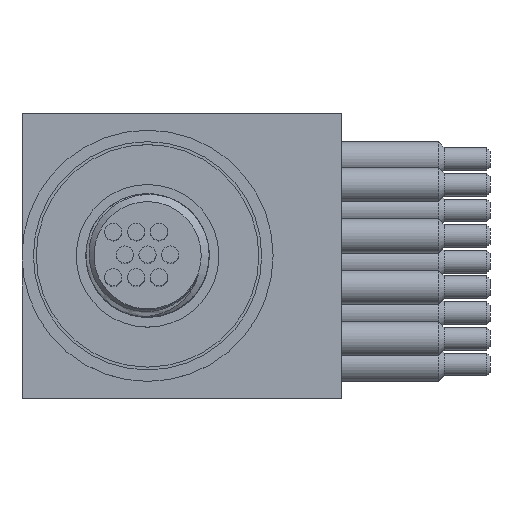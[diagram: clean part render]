
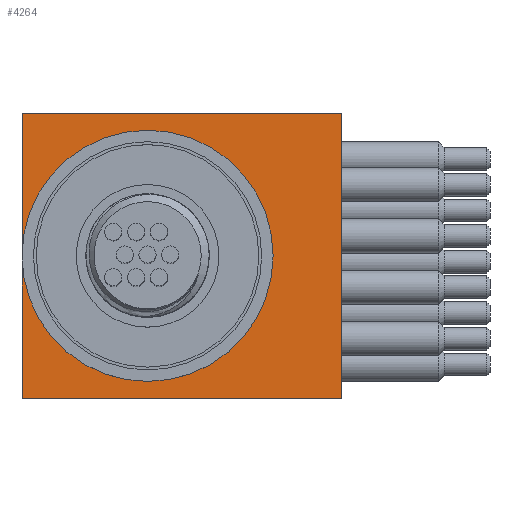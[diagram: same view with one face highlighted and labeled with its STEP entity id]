
A CAD part, top view. The second image highlights one B-rep face of the part: STEP entity #4264.
In plain terms, the highlighted planar face has unit normal (0, 0, 1).
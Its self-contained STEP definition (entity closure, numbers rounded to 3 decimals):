
#287=LINE($,#11077,#575);
#291=LINE($,#11113,#579);
#292=LINE($,#11114,#580);
#293=LINE($,#11116,#581);
#294=LINE($,#11117,#582);
#575=VECTOR($,#5190,25.);
#579=VECTOR($,#5234,28.);
#580=VECTOR($,#5235,12.5);
#581=VECTOR($,#5236,12.5);
#582=VECTOR($,#5237,28.);
#683=PLANE($,#4497);
#880=CIRCLE($,#4495,11.);
#1157=FACE_OUTER_BOUND($,#1502,.T.);
#1502=EDGE_LOOP($,(#3816,#3817,#3818,#3819,#3820,#3821));
#2106=VERTEX_POINT($,#11075);
#2107=VERTEX_POINT($,#11076);
#2118=VERTEX_POINT($,#11108);
#2119=VERTEX_POINT($,#11112);
#2120=VERTEX_POINT($,#11115);
#2674=EDGE_CURVE($,#2106,#2107,#287,.T.);
#2686=EDGE_CURVE($,#2118,#2118,#880,.T.);
#2687=EDGE_CURVE($,#2119,#2106,#291,.T.);
#2688=EDGE_CURVE($,#2118,#2119,#292,.T.);
#2689=EDGE_CURVE($,#2120,#2118,#293,.T.);
#2690=EDGE_CURVE($,#2107,#2120,#294,.T.);
#3816=ORIENTED_EDGE($,*,*,#2674,.F.);
#3817=ORIENTED_EDGE($,*,*,#2687,.F.);
#3818=ORIENTED_EDGE($,*,*,#2688,.F.);
#3819=ORIENTED_EDGE($,*,*,#2686,.T.);
#3820=ORIENTED_EDGE($,*,*,#2689,.F.);
#3821=ORIENTED_EDGE($,*,*,#2690,.F.);
#4264=ADVANCED_FACE($,(#1157),#683,.T.);
#4495=AXIS2_PLACEMENT_3D($,#11109,#5228,#5229);
#4497=AXIS2_PLACEMENT_3D($,#11111,#5232,#5233);
#5190=DIRECTION($,(0.,-1.,0.));
#5228=DIRECTION('center_axis',(0.,0.,-1.));
#5229=DIRECTION('ref_axis',(-1.,0.,0.));
#5232=DIRECTION('center_axis',(0.,0.,1.));
#5233=DIRECTION('ref_axis',(1.,0.,0.));
#5234=DIRECTION($,(1.,0.,0.));
#5235=DIRECTION($,(0.,1.,0.));
#5236=DIRECTION($,(0.,1.,0.));
#5237=DIRECTION($,(-1.,0.,0.));
#11075=CARTESIAN_POINT('',(14.,12.5,7.));
#11076=CARTESIAN_POINT('',(14.,-12.5,7.));
#11077=CARTESIAN_POINT($,(14.,-12.5,7.));
#11108=CARTESIAN_POINT('',(-14.,0.,7.));
#11109=CARTESIAN_POINT('Origin',(-3.,0.,7.));
#11111=CARTESIAN_POINT('Origin',(0.,0.,7.));
#11112=CARTESIAN_POINT('',(-14.,12.5,7.));
#11113=CARTESIAN_POINT($,(14.,12.5,7.));
#11114=CARTESIAN_POINT($,(-14.,12.5,7.));
#11115=CARTESIAN_POINT('',(-14.,-12.5,7.));
#11116=CARTESIAN_POINT($,(-14.,12.5,7.));
#11117=CARTESIAN_POINT($,(-14.,-12.5,7.));
